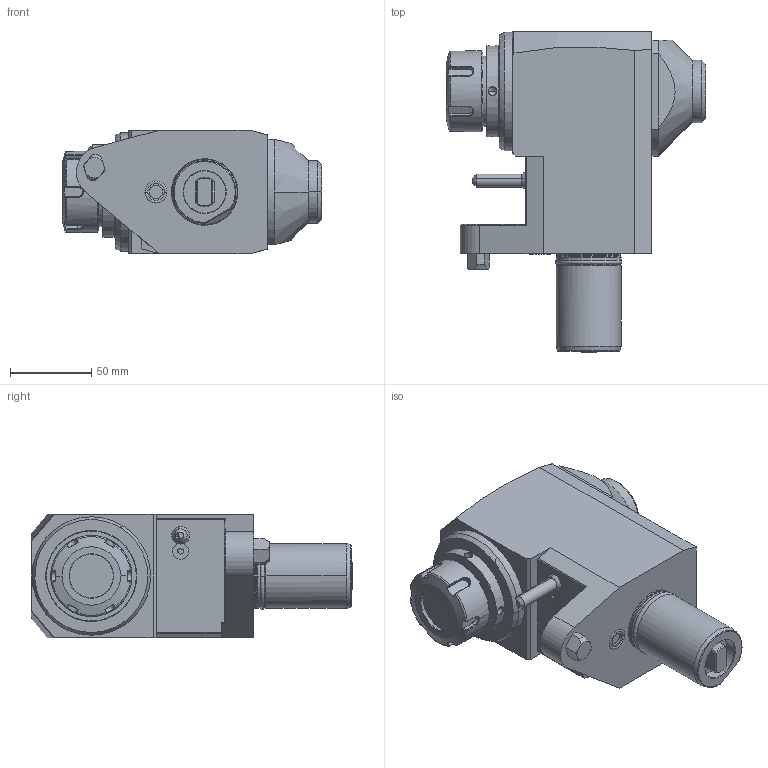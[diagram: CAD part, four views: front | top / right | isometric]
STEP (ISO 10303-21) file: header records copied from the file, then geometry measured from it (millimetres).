
FILE_DESCRIPTION((''),'2;1');
FILE_NAME('NGT1_40_221_32_3_2_100MZ1','2022-02-15T',('vali'),('NOVA GRUP'),'PRO/ENGINEER BY PARAMETRIC TECHNOLOGY CORPORATION, 2010280','PRO/ENGINEER BY PARAMETRIC TECHNOLOGY CORPORATION, 2010280','');
FILE_SCHEMA(('CONFIG_CONTROL_DESIGN'));
Length unit declared in the file: millimetre
Products named in the file (1): NGT1_40_221_32_3_2_100MZ1
Bounding box: 159.6 x 198 x 76 mm (x, y, z)
Volume: 1117797.3 mm3; surface area: 83634.9 mm2
Topology: 1 solids, 1 shells, 311 faces, 791 edges, 502 vertices
Faces by surface type: plane 138, cylinder 78, cone 46, bspline 28, torus 19, sphere 2
Entity records: 12470 total; most frequent: CARTESIAN_POINT 5346, ORIENTED_EDGE 1582, DIRECTION 1292, EDGE_CURVE 791, VERTEX_POINT 502, AXIS2_PLACEMENT_3D 460, VECTOR 372, LINE 372
